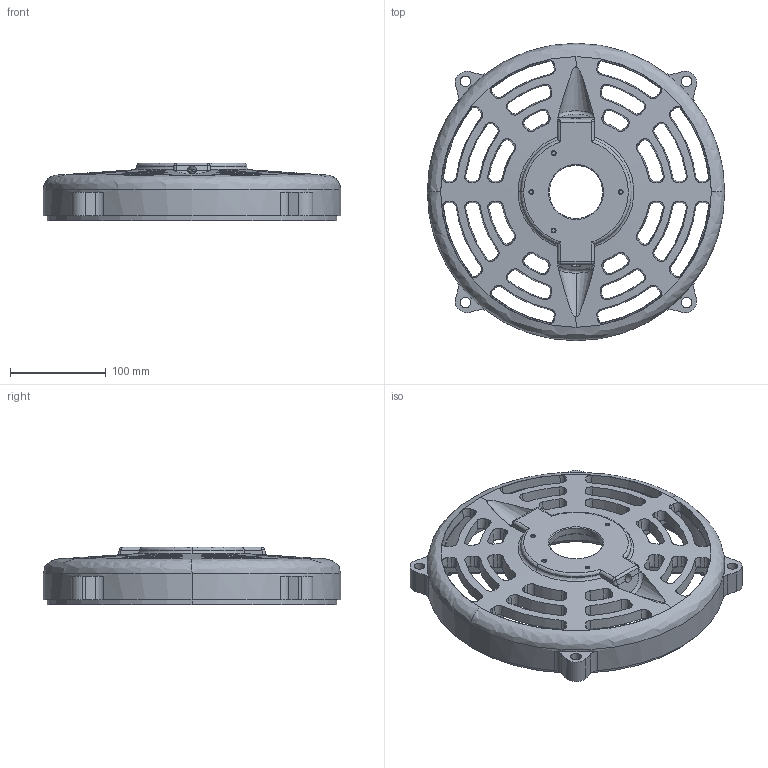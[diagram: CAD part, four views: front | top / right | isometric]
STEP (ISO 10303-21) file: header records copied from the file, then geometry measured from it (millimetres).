
FILE_DESCRIPTION (( 'STEP AP214' ), '1' );
FILE_NAME ('MTADP-DEB-280.STEP', '2020-07-08T13:58:02', ( '' ), ( '' ), 'SwSTEP 2.0', 'SolidWorks 2017', '' );
FILE_SCHEMA (( 'AUTOMOTIVE_DESIGN' ));
Length unit declared in the file: inch
Products named in the file (1): MTADP-DEB-280
Bounding box: 310 x 310 x 60 mm (x, y, z)
Volume: 1144300.6 mm3; surface area: 263529 mm2
Topology: 1 solids, 1 shells, 866 faces, 2362 edges, 1429 vertices
Faces by surface type: cone 227, cylinder 214, bspline 208, plane 189, torus 28
Entity records: 39150 total; most frequent: CARTESIAN_POINT 19100, ORIENTED_EDGE 4620, DIRECTION 3747, EDGE_CURVE 2310, AXIS2_PLACEMENT_3D 1485, VERTEX_POINT 1429, EDGE_LOOP 911, ADVANCED_FACE 866
